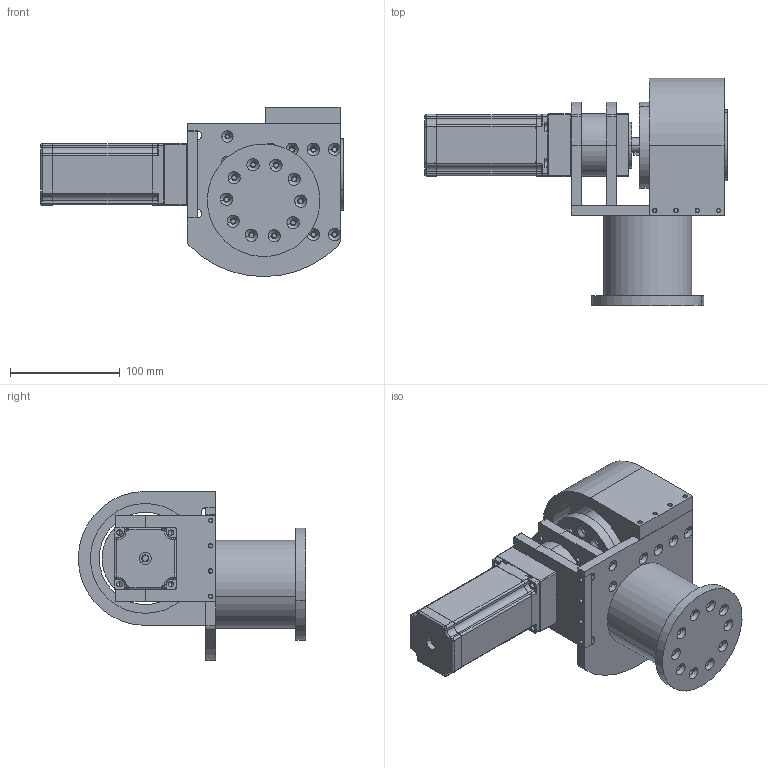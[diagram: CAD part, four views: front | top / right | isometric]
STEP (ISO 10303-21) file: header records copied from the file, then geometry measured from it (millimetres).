
FILE_DESCRIPTION (( 'STEP AP203' ), '1' );
FILE_NAME ('arm_manipulator_link_1_Default_sldprt.STEP', '2025-04-20T06:52:40', ( '' ), ( '' ), 'SwSTEP 2.0', 'SolidWorks 2023', '' );
FILE_SCHEMA (( 'CONFIG_CONTROL_DESIGN' ));
Length unit declared in the file: millimetre
Products named in the file (1): arm_manipulator_link_1_Default_sldprt
Bounding box: 275.5 x 207 x 154 mm (x, y, z)
Volume: 1685663.7 mm3; surface area: 315646.5 mm2
Topology: 12 solids, 12 shells, 854 faces, 2084 edges, 1309 vertices
Faces by surface type: cylinder 451, plane 245, cone 134, torus 24
Entity records: 26115 total; most frequent: CARTESIAN_POINT 4953, DIRECTION 4761, ORIENTED_EDGE 4116, EDGE_CURVE 2058, AXIS2_PLACEMENT_3D 1890, VERTEX_POINT 1309, EDGE_LOOP 1089, CIRCLE 1035
